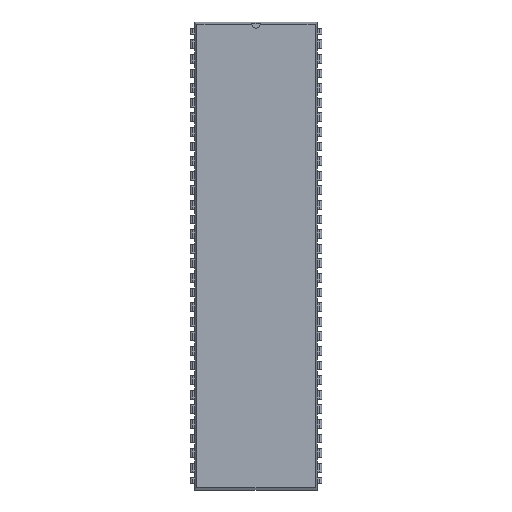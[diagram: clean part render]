
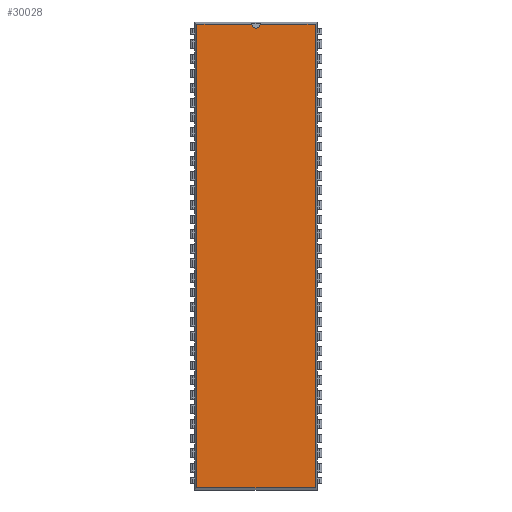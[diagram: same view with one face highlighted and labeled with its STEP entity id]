
A CAD part, top view. The second image highlights one B-rep face of the part: STEP entity #30028.
In plain terms, the highlighted planar face has unit normal (0, 0, 1).
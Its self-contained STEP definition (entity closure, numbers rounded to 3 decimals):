
#16051 = VERTEX_POINT('',#16052);
#16052 = CARTESIAN_POINT('',(21.584,0.931,3.68));
#16057 = EDGE_CURVE('',#16058,#16051,#16060,.T.);
#16058 = VERTEX_POINT('',#16059);
#16059 = CARTESIAN_POINT('',(21.584,-79.671,3.68));
#16060 = LINE('',#16061,#16062);
#16061 = CARTESIAN_POINT('',(21.584,-79.671,3.68));
#16062 = VECTOR('',#16063,1.);
#16063 = DIRECTION('',(0.,1.,0.));
#22897 = VERTEX_POINT('',#22898);
#22898 = CARTESIAN_POINT('',(1.022,0.931,3.68));
#22903 = EDGE_CURVE('',#22904,#22897,#22906,.T.);
#22904 = VERTEX_POINT('',#22905);
#22905 = CARTESIAN_POINT('',(10.557,0.931,3.68));
#22906 = LINE('',#22907,#22908);
#22907 = CARTESIAN_POINT('',(21.584,0.931,3.68));
#22908 = VECTOR('',#22909,1.);
#22909 = DIRECTION('',(-1.,0.,0.));
#22929 = VERTEX_POINT('',#22930);
#22930 = CARTESIAN_POINT('',(12.049,0.931,3.68));
#22938 = EDGE_CURVE('',#16051,#22929,#22939,.T.);
#22939 = LINE('',#22940,#22941);
#22940 = CARTESIAN_POINT('',(21.584,0.931,3.68));
#22941 = VECTOR('',#22942,1.);
#22942 = DIRECTION('',(-1.,0.,0.));
#23178 = VERTEX_POINT('',#23179);
#23179 = CARTESIAN_POINT('',(1.022,-79.671,3.68));
#23184 = EDGE_CURVE('',#22897,#23178,#23185,.T.);
#23185 = LINE('',#23186,#23187);
#23186 = CARTESIAN_POINT('',(1.022,0.931,3.68));
#23187 = VECTOR('',#23188,1.);
#23188 = DIRECTION('',(0.,-1.,0.));
#30017 = EDGE_CURVE('',#23178,#16058,#30018,.T.);
#30018 = LINE('',#30019,#30020);
#30019 = CARTESIAN_POINT('',(1.022,-79.671,3.68));
#30020 = VECTOR('',#30021,1.);
#30021 = DIRECTION('',(1.,0.,0.));
#30028 = ADVANCED_FACE('',(#30029),#30052,.F.);
#30029 = FACE_BOUND('',#30030,.F.);
#30030 = EDGE_LOOP('',(#30031,#30032,#30033,#30034,#30035,#30044,#30051)
);
#30031 = ORIENTED_EDGE('',*,*,#16057,.F.);
#30032 = ORIENTED_EDGE('',*,*,#30017,.F.);
#30033 = ORIENTED_EDGE('',*,*,#23184,.F.);
#30034 = ORIENTED_EDGE('',*,*,#22903,.F.);
#30035 = ORIENTED_EDGE('',*,*,#30036,.F.);
#30036 = EDGE_CURVE('',#30037,#22904,#30039,.T.);
#30037 = VERTEX_POINT('',#30038);
#30038 = CARTESIAN_POINT('',(11.303,0.256,3.68));
#30039 = CIRCLE('',#30040,0.75);
#30040 = AXIS2_PLACEMENT_3D('',#30041,#30042,#30043);
#30041 = CARTESIAN_POINT('',(11.303,1.006,3.68));
#30042 = DIRECTION('',(0.,0.,-1.));
#30043 = DIRECTION('',(0.,-1.,0.));
#30044 = ORIENTED_EDGE('',*,*,#30045,.F.);
#30045 = EDGE_CURVE('',#22929,#30037,#30046,.T.);
#30046 = CIRCLE('',#30047,0.75);
#30047 = AXIS2_PLACEMENT_3D('',#30048,#30049,#30050);
#30048 = CARTESIAN_POINT('',(11.303,1.006,3.68));
#30049 = DIRECTION('',(0.,0.,-1.));
#30050 = DIRECTION('',(0.,-1.,0.));
#30051 = ORIENTED_EDGE('',*,*,#22938,.F.);
#30052 = PLANE('',#30053);
#30053 = AXIS2_PLACEMENT_3D('',#30054,#30055,#30056);
#30054 = CARTESIAN_POINT('',(21.584,-79.671,3.68));
#30055 = DIRECTION('',(0.,0.,-1.));
#30056 = DIRECTION('',(-0.247,0.969,0.));
